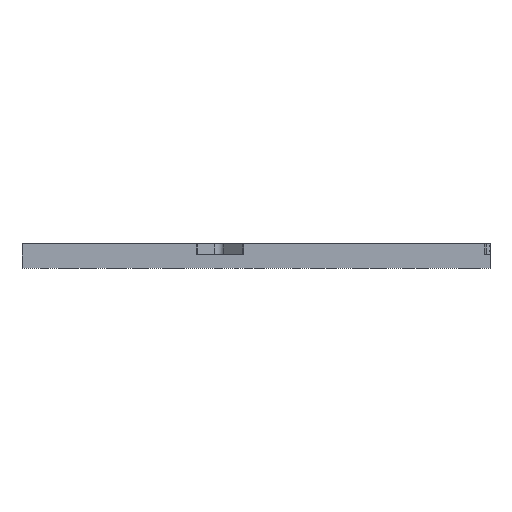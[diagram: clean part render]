
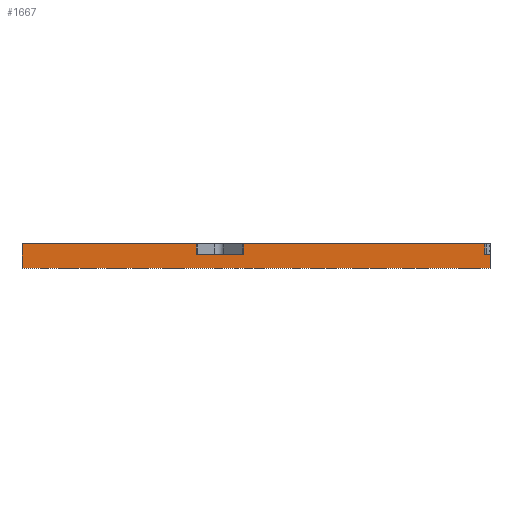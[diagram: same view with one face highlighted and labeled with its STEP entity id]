
A CAD part, left-side view. The second image highlights one B-rep face of the part: STEP entity #1667.
In plain terms, the highlighted planar face has unit normal (-1, 0, 0).
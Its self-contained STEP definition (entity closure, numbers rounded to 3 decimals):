
#1667 = ADVANCED_FACE('',(#1668),#1750,.F.);
#1668 = FACE_BOUND('',#1669,.F.);
#1669 = EDGE_LOOP('',(#1670,#1680,#1688,#1696,#1704,#1712,#1720,#1728,
    #1736,#1744));
#1670 = ORIENTED_EDGE('',*,*,#1671,.F.);
#1671 = EDGE_CURVE('',#1672,#1674,#1676,.T.);
#1672 = VERTEX_POINT('',#1673);
#1673 = CARTESIAN_POINT('',(0.,0.,-25.4));
#1674 = VERTEX_POINT('',#1675);
#1675 = CARTESIAN_POINT('',(0.,0.,-18.336));
#1676 = LINE('',#1677,#1678);
#1677 = CARTESIAN_POINT('',(0.,0.,-25.4));
#1678 = VECTOR('',#1679,1.);
#1679 = DIRECTION('',(0.,0.,1.));
#1680 = ORIENTED_EDGE('',*,*,#1681,.T.);
#1681 = EDGE_CURVE('',#1672,#1682,#1684,.T.);
#1682 = VERTEX_POINT('',#1683);
#1683 = CARTESIAN_POINT('',(0.,241.3,-25.4));
#1684 = LINE('',#1685,#1686);
#1685 = CARTESIAN_POINT('',(0.,0.,-25.4));
#1686 = VECTOR('',#1687,1.);
#1687 = DIRECTION('',(-0.,1.,0.));
#1688 = ORIENTED_EDGE('',*,*,#1689,.T.);
#1689 = EDGE_CURVE('',#1682,#1690,#1692,.T.);
#1690 = VERTEX_POINT('',#1691);
#1691 = CARTESIAN_POINT('',(0.,241.3,-12.7));
#1692 = LINE('',#1693,#1694);
#1693 = CARTESIAN_POINT('',(0.,241.3,-25.4));
#1694 = VECTOR('',#1695,1.);
#1695 = DIRECTION('',(0.,0.,1.));
#1696 = ORIENTED_EDGE('',*,*,#1697,.F.);
#1697 = EDGE_CURVE('',#1698,#1690,#1700,.T.);
#1698 = VERTEX_POINT('',#1699);
#1699 = CARTESIAN_POINT('',(0.,151.581,-12.7));
#1700 = LINE('',#1701,#1702);
#1701 = CARTESIAN_POINT('',(0.,0.,-12.7));
#1702 = VECTOR('',#1703,1.);
#1703 = DIRECTION('',(-0.,1.,0.));
#1704 = ORIENTED_EDGE('',*,*,#1705,.F.);
#1705 = EDGE_CURVE('',#1706,#1698,#1708,.T.);
#1706 = VERTEX_POINT('',#1707);
#1707 = CARTESIAN_POINT('',(0.,151.581,
    -18.336));
#1708 = LINE('',#1709,#1710);
#1709 = CARTESIAN_POINT('',(0.,151.581,-18.336));
#1710 = VECTOR('',#1711,1.);
#1711 = DIRECTION('',(0.,0.,1.));
#1712 = ORIENTED_EDGE('',*,*,#1713,.T.);
#1713 = EDGE_CURVE('',#1706,#1714,#1716,.T.);
#1714 = VERTEX_POINT('',#1715);
#1715 = CARTESIAN_POINT('',(0.,127.067,
    -18.336));
#1716 = LINE('',#1717,#1718);
#1717 = CARTESIAN_POINT('',(0.,62.635,-18.336));
#1718 = VECTOR('',#1719,1.);
#1719 = DIRECTION('',(0.,-1.,0.));
#1720 = ORIENTED_EDGE('',*,*,#1721,.T.);
#1721 = EDGE_CURVE('',#1714,#1722,#1724,.T.);
#1722 = VERTEX_POINT('',#1723);
#1723 = CARTESIAN_POINT('',(0.,127.067,-12.7));
#1724 = LINE('',#1725,#1726);
#1725 = CARTESIAN_POINT('',(0.,127.067,-18.336));
#1726 = VECTOR('',#1727,1.);
#1727 = DIRECTION('',(0.,0.,1.));
#1728 = ORIENTED_EDGE('',*,*,#1729,.F.);
#1729 = EDGE_CURVE('',#1730,#1722,#1732,.T.);
#1730 = VERTEX_POINT('',#1731);
#1731 = CARTESIAN_POINT('',(0.,2.581,-12.7));
#1732 = LINE('',#1733,#1734);
#1733 = CARTESIAN_POINT('',(0.,0.,-12.7));
#1734 = VECTOR('',#1735,1.);
#1735 = DIRECTION('',(-0.,1.,0.));
#1736 = ORIENTED_EDGE('',*,*,#1737,.F.);
#1737 = EDGE_CURVE('',#1738,#1730,#1740,.T.);
#1738 = VERTEX_POINT('',#1739);
#1739 = CARTESIAN_POINT('',(0.,2.581,
    -18.336));
#1740 = LINE('',#1741,#1742);
#1741 = CARTESIAN_POINT('',(0.,2.581,-18.336));
#1742 = VECTOR('',#1743,1.);
#1743 = DIRECTION('',(0.,0.,1.));
#1744 = ORIENTED_EDGE('',*,*,#1745,.T.);
#1745 = EDGE_CURVE('',#1738,#1674,#1746,.T.);
#1746 = LINE('',#1747,#1748);
#1747 = CARTESIAN_POINT('',(0.,-11.865,-18.336));
#1748 = VECTOR('',#1749,1.);
#1749 = DIRECTION('',(0.,-1.,0.));
#1750 = PLANE('',#1751);
#1751 = AXIS2_PLACEMENT_3D('',#1752,#1753,#1754);
#1752 = CARTESIAN_POINT('',(0.,0.,-25.4));
#1753 = DIRECTION('',(1.,0.,-0.));
#1754 = DIRECTION('',(0.,0.,1.));
